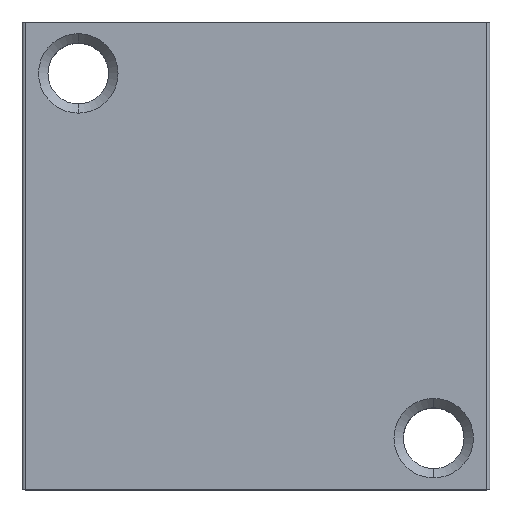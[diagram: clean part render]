
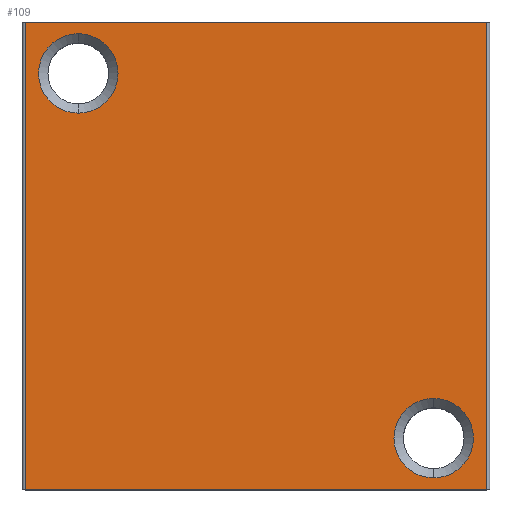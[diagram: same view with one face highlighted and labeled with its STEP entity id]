
A CAD part, top view. The second image highlights one B-rep face of the part: STEP entity #109.
In plain terms, the highlighted planar face has unit normal (0, 0, 1).
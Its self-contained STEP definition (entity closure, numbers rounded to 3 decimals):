
#109=ADVANCED_FACE('',(#229,#230,#231),#232,.T.);
#229=FACE_OUTER_BOUND('',#358,.T.);
#230=FACE_BOUND('',#359,.T.);
#231=FACE_BOUND('',#360,.T.);
#232=PLANE('',#361);
#358=EDGE_LOOP('',(#631,#632,#633,#634));
#359=EDGE_LOOP('',(#635,#636,#637));
#360=EDGE_LOOP('',(#638,#639,#640));
#361=AXIS2_PLACEMENT_3D('',#641,#642,#643);
#631=ORIENTED_EDGE('',*,*,#876,.T.);
#632=ORIENTED_EDGE('',*,*,#916,.T.);
#633=ORIENTED_EDGE('',*,*,#917,.T.);
#634=ORIENTED_EDGE('',*,*,#894,.T.);
#635=ORIENTED_EDGE('',*,*,#918,.T.);
#636=ORIENTED_EDGE('',*,*,#857,.T.);
#637=ORIENTED_EDGE('',*,*,#919,.T.);
#638=ORIENTED_EDGE('',*,*,#920,.T.);
#639=ORIENTED_EDGE('',*,*,#921,.T.);
#640=ORIENTED_EDGE('',*,*,#922,.T.);
#641=CARTESIAN_POINT('',(0.0,0.0,25.0));
#642=DIRECTION('',(0.0,0.0,1.0));
#643=DIRECTION('',(1.0,-0.0,0.0));
#857=EDGE_CURVE('',#1059,#1056,#1060,.T.);
#876=EDGE_CURVE('',#1087,#1085,#1088,.T.);
#894=EDGE_CURVE('',#1113,#1087,#1114,.T.);
#916=EDGE_CURVE('',#1085,#1142,#1143,.T.);
#917=EDGE_CURVE('',#1142,#1113,#1144,.T.);
#918=EDGE_CURVE('',#1145,#1059,#1146,.T.);
#919=EDGE_CURVE('',#1056,#1145,#1147,.T.);
#920=EDGE_CURVE('',#1148,#1149,#1150,.T.);
#921=EDGE_CURVE('',#1149,#1151,#1152,.T.);
#922=EDGE_CURVE('',#1151,#1148,#1153,.T.);
#1056=VERTEX_POINT('',#1310);
#1059=VERTEX_POINT('',#1314);
#1060=CIRCLE('',#1315,4.25);
#1085=VERTEX_POINT('',#1345);
#1087=VERTEX_POINT('',#1347);
#1088=LINE('',#1348,#1349);
#1113=VERTEX_POINT('',#1379);
#1114=LINE('',#1380,#1381);
#1142=VERTEX_POINT('',#1412);
#1143=LINE('',#1413,#1414);
#1144=LINE('',#1415,#1416);
#1145=VERTEX_POINT('',#1417);
#1146=CIRCLE('',#1418,4.25);
#1147=CIRCLE('',#1419,4.25);
#1148=VERTEX_POINT('',#1420);
#1149=VERTEX_POINT('',#1421);
#1150=CIRCLE('',#1422,4.25);
#1151=VERTEX_POINT('',#1423);
#1152=CIRCLE('',#1424,4.25);
#1153=CIRCLE('',#1425,4.25);
#1310=CARTESIAN_POINT('',(19.0,-23.75,25.0));
#1314=CARTESIAN_POINT('',(19.0,-15.25,25.0));
#1315=AXIS2_PLACEMENT_3D('',#1569,#1570,#1571);
#1345=CARTESIAN_POINT('',(-24.7,-25.0,25.0));
#1347=CARTESIAN_POINT('',(-24.7,25.0,25.0));
#1348=CARTESIAN_POINT('',(-24.7,25.0,25.0));
#1349=VECTOR('',#1604,50.0);
#1379=CARTESIAN_POINT('',(24.7,25.0,25.0));
#1380=CARTESIAN_POINT('',(24.7,25.0,25.0));
#1381=VECTOR('',#1634,49.4);
#1412=CARTESIAN_POINT('',(24.7,-25.0,25.0));
#1413=CARTESIAN_POINT('',(-24.7,-25.0,25.0));
#1414=VECTOR('',#1677,49.4);
#1415=CARTESIAN_POINT('',(24.7,-25.0,25.0));
#1416=VECTOR('',#1678,50.0);
#1417=CARTESIAN_POINT('',(14.75,-19.5,25.0));
#1418=AXIS2_PLACEMENT_3D('',#1679,#1680,#1681);
#1419=AXIS2_PLACEMENT_3D('',#1682,#1683,#1684);
#1420=CARTESIAN_POINT('',(-23.25,19.5,25.0));
#1421=CARTESIAN_POINT('',(-19.0,23.75,25.0));
#1422=AXIS2_PLACEMENT_3D('',#1685,#1686,#1687);
#1423=CARTESIAN_POINT('',(-19.0,15.25,25.0));
#1424=AXIS2_PLACEMENT_3D('',#1688,#1689,#1690);
#1425=AXIS2_PLACEMENT_3D('',#1691,#1692,#1693);
#1569=CARTESIAN_POINT('',(19.0,-19.5,25.0));
#1570=DIRECTION('',(0.0,0.0,-1.0));
#1571=DIRECTION('',(0.0,-1.0,0.0));
#1604=DIRECTION('',(0.0,-1.0,0.0));
#1634=DIRECTION('',(-1.0,0.0,0.0));
#1677=DIRECTION('',(1.0,0.0,0.0));
#1678=DIRECTION('',(0.0,1.0,0.0));
#1679=CARTESIAN_POINT('',(19.0,-19.5,25.0));
#1680=DIRECTION('',(0.0,0.0,-1.0));
#1681=DIRECTION('',(0.0,-1.0,0.0));
#1682=CARTESIAN_POINT('',(19.0,-19.5,25.0));
#1683=DIRECTION('',(0.0,0.0,-1.0));
#1684=DIRECTION('',(0.0,-1.0,0.0));
#1685=CARTESIAN_POINT('',(-19.0,19.5,25.0));
#1686=DIRECTION('',(0.0,0.0,-1.0));
#1687=DIRECTION('',(0.0,-1.0,0.0));
#1688=CARTESIAN_POINT('',(-19.0,19.5,25.0));
#1689=DIRECTION('',(0.0,0.0,-1.0));
#1690=DIRECTION('',(0.0,-1.0,0.0));
#1691=CARTESIAN_POINT('',(-19.0,19.5,25.0));
#1692=DIRECTION('',(0.0,0.0,-1.0));
#1693=DIRECTION('',(0.0,-1.0,0.0));
